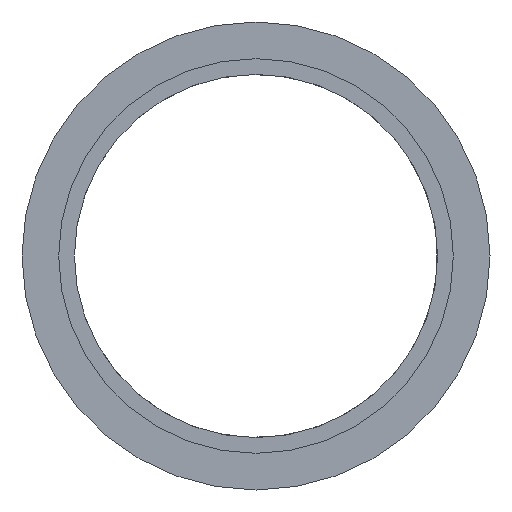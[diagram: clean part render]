
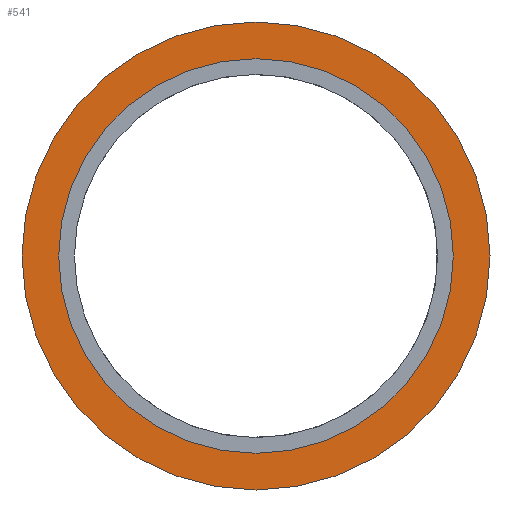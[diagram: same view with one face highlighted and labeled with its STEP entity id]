
A CAD part, left-side view. The second image highlights one B-rep face of the part: STEP entity #541.
In plain terms, the highlighted planar face has unit normal (-1, 0, 0).
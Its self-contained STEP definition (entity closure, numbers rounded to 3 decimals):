
#26=FACE_BOUND('',#163,.T.);
#80=CIRCLE('',#614,11.3);
#81=CIRCLE('',#616,13.4);
#126=FACE_OUTER_BOUND('',#162,.T.);
#162=EDGE_LOOP('',(#498));
#163=EDGE_LOOP('',(#499));
#266=VERTEX_POINT('',#1080);
#267=VERTEX_POINT('',#1083);
#344=EDGE_CURVE('',#266,#266,#80,.T.);
#345=EDGE_CURVE('',#267,#267,#81,.T.);
#498=ORIENTED_EDGE('',*,*,#345,.F.);
#499=ORIENTED_EDGE('',*,*,#344,.T.);
#511=PLANE('',#615);
#541=ADVANCED_FACE('',(#126,#26),#511,.T.);
#614=AXIS2_PLACEMENT_3D('',#1081,#782,#783);
#615=AXIS2_PLACEMENT_3D('',#1082,#784,#785);
#616=AXIS2_PLACEMENT_3D('',#1084,#786,#787);
#782=DIRECTION('center_axis',(1.,0.,0.));
#783=DIRECTION('ref_axis',(0.,1.,0.));
#784=DIRECTION('center_axis',(-1.,0.,0.));
#785=DIRECTION('ref_axis',(0.,0.,1.));
#786=DIRECTION('center_axis',(1.,0.,0.));
#787=DIRECTION('ref_axis',(0.,1.,0.));
#1080=CARTESIAN_POINT('',(-6.824,22.833,0.));
#1081=CARTESIAN_POINT('Origin',(-6.824,11.533,0.));
#1082=CARTESIAN_POINT('Origin',(-6.824,23.883,0.));
#1083=CARTESIAN_POINT('',(-6.824,24.933,0.));
#1084=CARTESIAN_POINT('Origin',(-6.824,11.533,0.));
